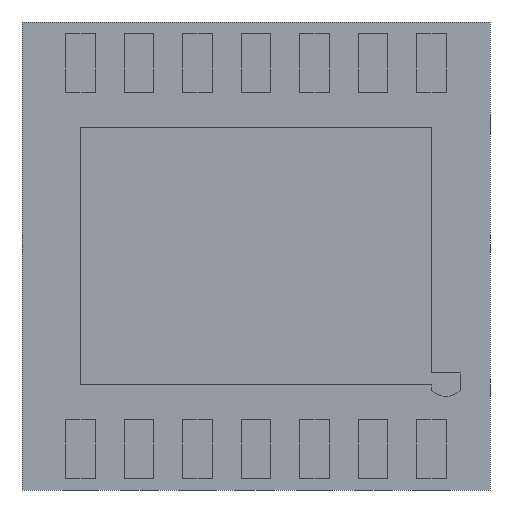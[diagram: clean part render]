
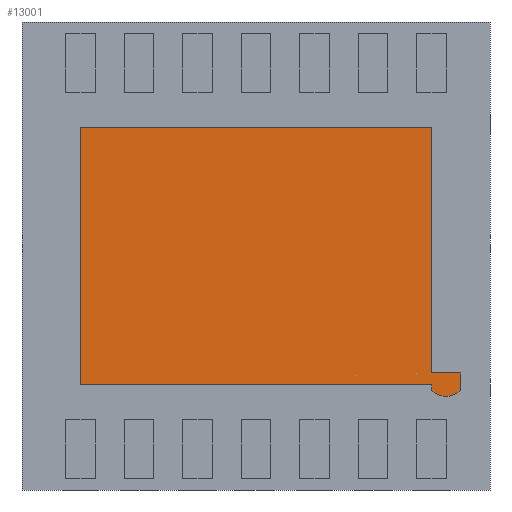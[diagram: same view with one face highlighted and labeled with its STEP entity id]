
A CAD part, front view. The second image highlights one B-rep face of the part: STEP entity #13001.
In plain terms, the highlighted planar face has unit normal (0, -1, 0).
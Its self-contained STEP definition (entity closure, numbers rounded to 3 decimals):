
#12740=DIRECTION('',(0.,0.,1.));
#12741=VECTOR('',#12740,2.1);
#12742=CARTESIAN_POINT('',(1.5,0.,-1.));
#12743=LINE('',#12742,#12741);
#12747=DIRECTION('',(1.,0.,0.));
#12748=VECTOR('',#12747,0.25);
#12749=CARTESIAN_POINT('',(1.5,0.,-1.));
#12750=LINE('',#12749,#12748);
#12754=DIRECTION('',(0.,0.,-1.));
#12755=VECTOR('',#12754,0.15);
#12756=CARTESIAN_POINT('',(1.75,0.,-1.));
#12757=LINE('',#12756,#12755);
#12761=CARTESIAN_POINT('',(1.625,0.,-1.019));
#12762=DIRECTION('',(0.,1.,0.));
#12763=DIRECTION('',(0.69,0.,-0.724));
#12764=AXIS2_PLACEMENT_3D('',#12761,#12762,#12763);
#12769=DIRECTION('',(0.,0.,1.));
#12770=VECTOR('',#12769,0.05);
#12771=CARTESIAN_POINT('',(1.5,0.,-1.15));
#12772=LINE('',#12771,#12770);
#12776=DIRECTION('',(1.,0.,0.));
#12777=VECTOR('',#12776,3.);
#12778=CARTESIAN_POINT('',(-1.5,0.,-1.1));
#12779=LINE('',#12778,#12777);
#12783=DIRECTION('',(0.,0.,-1.));
#12784=VECTOR('',#12783,2.2);
#12785=CARTESIAN_POINT('',(-1.5,0.,1.1));
#12786=LINE('',#12785,#12784);
#12790=DIRECTION('',(-1.,0.,0.));
#12791=VECTOR('',#12790,3.);
#12792=CARTESIAN_POINT('',(1.5,0.,1.1));
#12793=LINE('',#12792,#12791);
#12895=CARTESIAN_POINT('',(1.5,0.,1.1));
#12896=CARTESIAN_POINT('',(-1.5,0.,1.1));
#12897=VERTEX_POINT('',#12895);
#12898=VERTEX_POINT('',#12896);
#12899=CARTESIAN_POINT('',(-1.5,0.,-1.1));
#12900=VERTEX_POINT('',#12899);
#12901=CARTESIAN_POINT('',(1.75,0.,-1.));
#12902=CARTESIAN_POINT('',(1.75,0.,-1.15));
#12903=VERTEX_POINT('',#12901);
#12904=VERTEX_POINT('',#12902);
#12905=CARTESIAN_POINT('',(1.5,0.,-1.15));
#12906=VERTEX_POINT('',#12905);
#12907=CARTESIAN_POINT('',(1.5,0.,-1.));
#12908=VERTEX_POINT('',#12907);
#12909=CARTESIAN_POINT('',(1.5,0.,-1.1));
#12910=VERTEX_POINT('',#12909);
#12980=CARTESIAN_POINT('',(0.,0.,0.));
#12981=DIRECTION('',(0.,1.,0.));
#12982=DIRECTION('',(1.,0.,0.));
#12983=AXIS2_PLACEMENT_3D('',#12980,#12981,#12982);
#12984=PLANE('',#12983);
#12985=ORIENTED_EDGE('',*,*,#12936,.F.);
#12987=ORIENTED_EDGE('',*,*,#12986,.T.);
#12989=ORIENTED_EDGE('',*,*,#12988,.T.);
#12991=ORIENTED_EDGE('',*,*,#12990,.T.);
#12993=ORIENTED_EDGE('',*,*,#12992,.T.);
#12995=ORIENTED_EDGE('',*,*,#12994,.F.);
#12997=ORIENTED_EDGE('',*,*,#12996,.F.);
#12998=ORIENTED_EDGE('',*,*,#12973,.F.);
#12999=EDGE_LOOP('',(#12985,#12987,#12989,#12991,#12993,#12995,#12997,#12998));
#13000=FACE_OUTER_BOUND('',#12999,.F.);
#13001=ADVANCED_FACE('',(#13000),#12984,.F.);
#12765=CIRCLE('',#12764,0.181);
#12936=EDGE_CURVE('',#12908,#12897,#12743,.T.);
#12973=EDGE_CURVE('',#12897,#12898,#12793,.T.);
#12986=EDGE_CURVE('',#12908,#12903,#12750,.T.);
#12988=EDGE_CURVE('',#12903,#12904,#12757,.T.);
#12990=EDGE_CURVE('',#12904,#12906,#12765,.T.);
#12992=EDGE_CURVE('',#12906,#12910,#12772,.T.);
#12994=EDGE_CURVE('',#12900,#12910,#12779,.T.);
#12996=EDGE_CURVE('',#12898,#12900,#12786,.T.);
